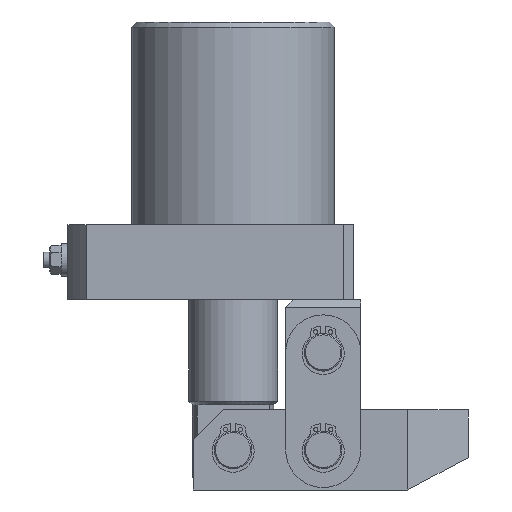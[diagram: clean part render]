
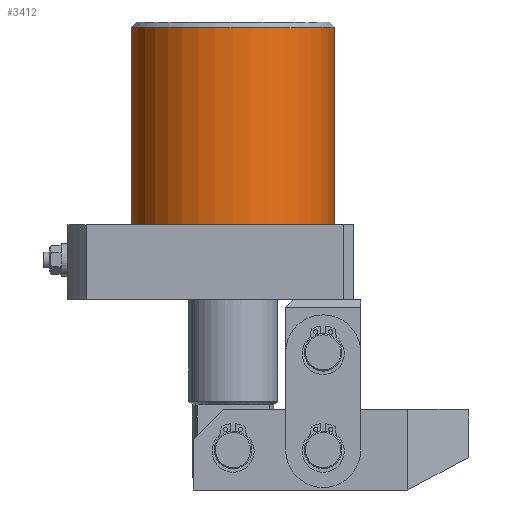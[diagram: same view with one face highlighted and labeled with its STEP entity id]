
A CAD part, front view. The second image highlights one B-rep face of the part: STEP entity #3412.
In plain terms, the highlighted cylindrical face has radius 40.5 mm (diameter 81 mm), a partial arc.
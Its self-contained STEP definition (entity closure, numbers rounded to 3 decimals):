
#57 = EDGE_LOOP ( 'NONE', ( #3724, #3725, #3726, #3727 ) ) ;
#1816 = VERTEX_POINT ( 'NONE', #5373 ) ;
#1841 = VERTEX_POINT ( 'NONE', #5295 ) ;
#1915 = VERTEX_POINT ( 'NONE', #5305 ) ;
#1935 = VERTEX_POINT ( 'NONE', #5457 ) ;
#2108 = DIRECTION ( 'NONE',  ( 1., 0., 0. ) ) ;
#2109 = DIRECTION ( 'NONE',  ( 0., 0., -1. ) ) ;
#2110 = CARTESIAN_POINT ( 'NONE',  ( 0., 0., 109. ) ) ;
#2182 = DIRECTION ( 'NONE',  ( 1., 0., 0. ) ) ;
#2183 = DIRECTION ( 'NONE',  ( 0., 0., 1. ) ) ;
#2184 = CARTESIAN_POINT ( 'NONE',  ( 0., 0., 30. ) ) ;
#2215 = DIRECTION ( 'NONE',  ( 0., 0., -1. ) ) ;
#2217 = CARTESIAN_POINT ( 'NONE',  ( -40.5, 0., 111. ) ) ;
#2223 = CARTESIAN_POINT ( 'NONE',  ( 40.5, 0., 111. ) ) ;
#2225 = DIRECTION ( 'NONE',  ( 0., 0., -1. ) ) ;
#3412 = ADVANCED_FACE ( 'NONE', ( #3988 ), #3999, .T. ) ;
#3724 = ORIENTED_EDGE ( 'NONE', *, *, #4809, .F. ) ;
#3725 = ORIENTED_EDGE ( 'NONE', *, *, #4849, .T. ) ;
#3726 = ORIENTED_EDGE ( 'NONE', *, *, #4811, .T. ) ;
#3727 = ORIENTED_EDGE ( 'NONE', *, *, #4818, .T. ) ;
#3988 = FACE_OUTER_BOUND ( 'NONE', #57, .T. ) ;
#3999 = CYLINDRICAL_SURFACE ( 'NONE', #5618, 40.5 ) ;
#4365 = LINE ( 'NONE', #2223, #4369 ) ;
#4369 = VECTOR ( 'NONE', #2215, 1000. ) ;
#4370 = LINE ( 'NONE', #2217, #4372 ) ;
#4372 = VECTOR ( 'NONE', #2225, 1000. ) ;
#4378 = CIRCLE ( 'NONE', #5984, 40.5 ) ;
#4428 = CIRCLE ( 'NONE', #6006, 40.5 ) ;
#4809 = EDGE_CURVE ( 'NONE', #1915, #1816, #4365, .T. ) ;
#4811 = EDGE_CURVE ( 'NONE', #1935, #1841, #4370, .T. ) ;
#4818 = EDGE_CURVE ( 'NONE', #1841, #1816, #4378, .T. ) ;
#4849 = EDGE_CURVE ( 'NONE', #1915, #1935, #4428, .T. ) ;
#5295 = CARTESIAN_POINT ( 'NONE',  ( -40.5, 0., 30. ) ) ;
#5305 = CARTESIAN_POINT ( 'NONE',  ( 40.5, 0., 109. ) ) ;
#5373 = CARTESIAN_POINT ( 'NONE',  ( 40.5, 0., 30. ) ) ;
#5457 = CARTESIAN_POINT ( 'NONE',  ( -40.5, 0., 109. ) ) ;
#5491 = DIRECTION ( 'NONE',  ( 0., 0., -1. ) ) ;
#5618 = AXIS2_PLACEMENT_3D ( 'NONE', #6241, #5491, #6204 ) ;
#5984 = AXIS2_PLACEMENT_3D ( 'NONE', #2184, #2183, #2182 ) ;
#6006 = AXIS2_PLACEMENT_3D ( 'NONE', #2110, #2109, #2108 ) ;
#6204 = DIRECTION ( 'NONE',  ( -1., 0., 0. ) ) ;
#6241 = CARTESIAN_POINT ( 'NONE',  ( 0., 0., 111. ) ) ;
